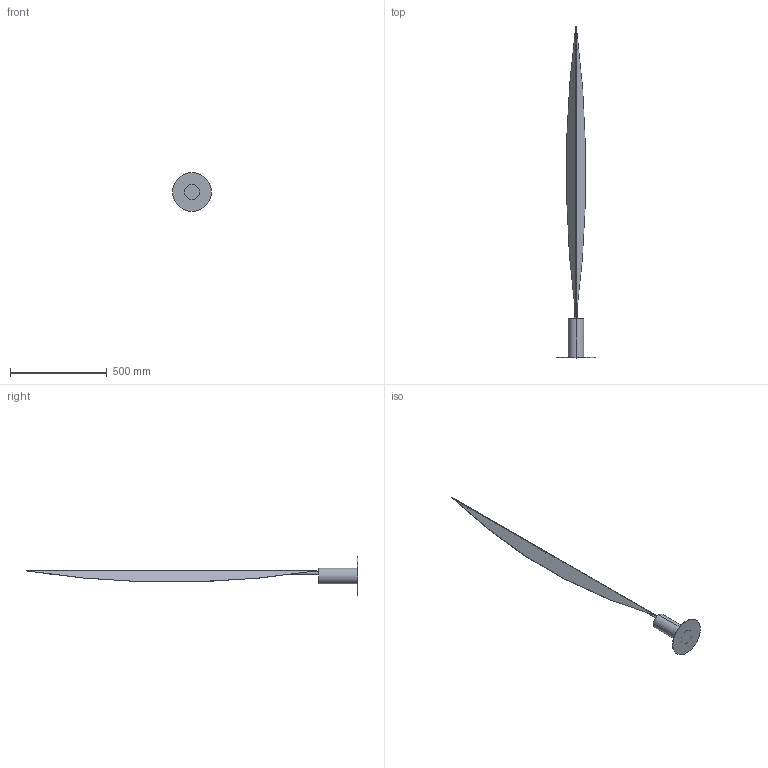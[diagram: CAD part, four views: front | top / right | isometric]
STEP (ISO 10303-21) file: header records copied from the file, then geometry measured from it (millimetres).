
FILE_DESCRIPTION (( 'STEP AP214' ), '1' );
FILE_NAME ('LFL047.STEP', '2021-11-29T09:29:56', ( 'GH' ), ( 'Microsoft' ), 'SwSTEP 2.0', 'SolidWorks 2013', '' );
FILE_SCHEMA (( 'AUTOMOTIVE_DESIGN' ));
Length unit declared in the file: millimetre
Products named in the file (3): 邈華腑珔えA; 邈華菁釱A; LFL047
Assembly tree (2 placements, depth 2):
  LFL047
    邈華菁釱A
    邈華腑珔えA
Bounding box: 200 x 1712.83 x 200 mm (x, y, z)
Volume: 1368940.4 mm3; surface area: 485157.5 mm2
Topology: 2 solids, 2 shells, 35 faces, 90 edges, 60 vertices
Faces by surface type: cylinder 21, plane 13, sphere 1
Entity records: 1693 total; most frequent: CARTESIAN_POINT 555, ORIENTED_EDGE 174, DIRECTION 157, EDGE_CURVE 87, AXIS2_PLACEMENT_3D 62, VERTEX_POINT 58, EDGE_LOOP 39, FACE_OUTER_BOUND 35
